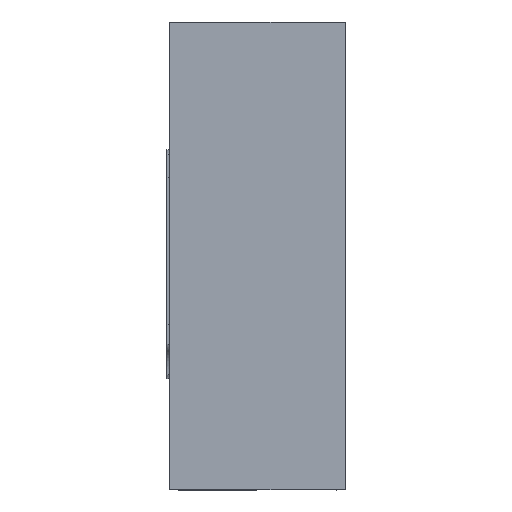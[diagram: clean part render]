
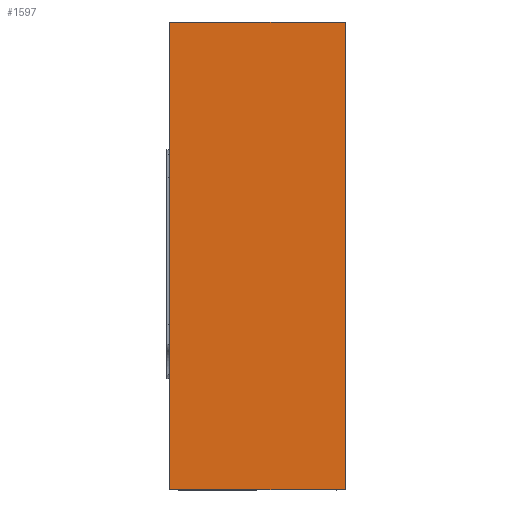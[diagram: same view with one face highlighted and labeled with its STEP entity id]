
A CAD part, left-side view. The second image highlights one B-rep face of the part: STEP entity #1597.
In plain terms, the highlighted planar face has unit normal (-1, 0, 0).
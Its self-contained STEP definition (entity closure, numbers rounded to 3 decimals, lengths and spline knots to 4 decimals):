
#200=FACE_OUTER_BOUND('',#291,.T.);
#291=EDGE_LOOP('',(#1123,#1124,#1125,#1126));
#405=LINE('',#2081,#552);
#407=LINE('',#2085,#554);
#408=LINE('',#2087,#555);
#409=LINE('',#2088,#556);
#552=VECTOR('',#1808,1.6);
#554=VECTOR('',#1812,0.6);
#555=VECTOR('',#1813,0.6);
#556=VECTOR('',#1814,1.6);
#692=VERTEX_POINT('',#2078);
#693=VERTEX_POINT('',#2080);
#694=VERTEX_POINT('',#2084);
#695=VERTEX_POINT('',#2086);
#861=EDGE_CURVE('',#693,#692,#405,.T.);
#863=EDGE_CURVE('',#693,#694,#407,.T.);
#864=EDGE_CURVE('',#695,#692,#408,.T.);
#865=EDGE_CURVE('',#694,#695,#409,.T.);
#1123=ORIENTED_EDGE('',*,*,#863,.F.);
#1124=ORIENTED_EDGE('',*,*,#861,.T.);
#1125=ORIENTED_EDGE('',*,*,#864,.F.);
#1126=ORIENTED_EDGE('',*,*,#865,.F.);
#1549=PLANE('',#1697);
#1597=ADVANCED_FACE('',(#200),#1549,.T.);
#1697=AXIS2_PLACEMENT_3D('',#2083,#1810,#1811);
#1808=DIRECTION('',(0.,0.,-1.));
#1810=DIRECTION('center_axis',(-1.,0.,0.));
#1811=DIRECTION('ref_axis',(0.,1.,0.));
#1812=DIRECTION('',(0.,-1.,0.));
#1813=DIRECTION('',(0.,1.,0.));
#1814=DIRECTION('',(0.,0.,-1.));
#2078=CARTESIAN_POINT('',(0.,0.6,-1.6));
#2080=CARTESIAN_POINT('',(0.,0.6,0.));
#2081=CARTESIAN_POINT('',(0.,0.6,0.));
#2083=CARTESIAN_POINT('Origin',(0.,0.,0.));
#2084=CARTESIAN_POINT('',(0.,0.,0.));
#2085=CARTESIAN_POINT('',(0.,0.6,0.));
#2086=CARTESIAN_POINT('',(0.,0.,-1.6));
#2087=CARTESIAN_POINT('',(0.,0.6,-1.6));
#2088=CARTESIAN_POINT('',(0.,0.,0.));
